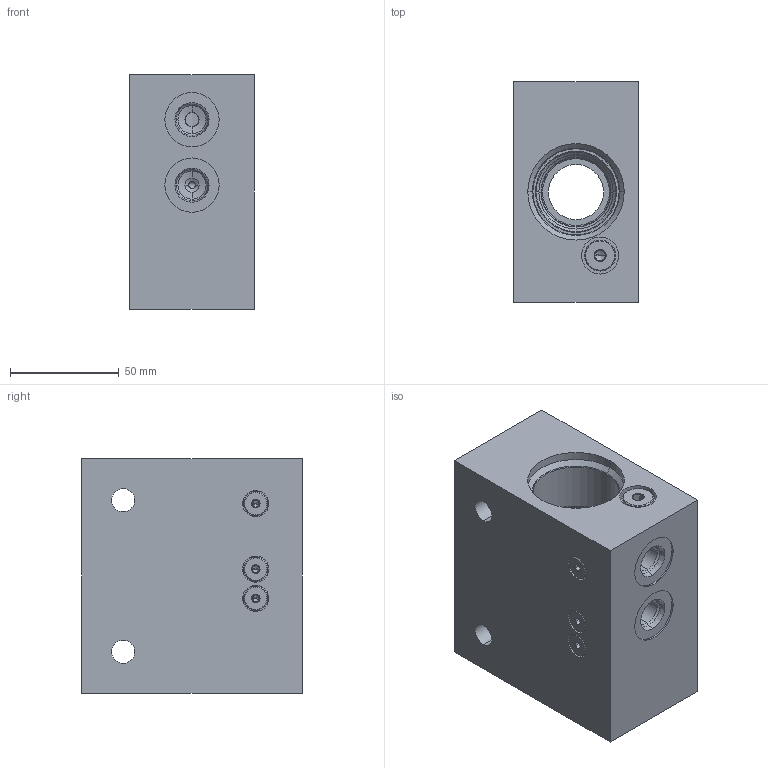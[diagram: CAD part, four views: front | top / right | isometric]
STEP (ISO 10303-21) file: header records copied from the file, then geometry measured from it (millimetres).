
FILE_DESCRIPTION((''),'2;1');
FILE_NAME('HGM_ASM','2019-09-09T',('ProEService'),(''),'PRO/ENGINEER BY PARAMETRIC TECHNOLOGY CORPORATION, 2014200','PRO/ENGINEER BY PARAMETRIC TECHNOLOGY CORPORATION, 2014200','');
FILE_SCHEMA(('CONFIG_CONTROL_DESIGN'));
Length unit declared in the file: inch
Products named in the file (5): 150-693-005; A330-006-004; CSZNXXN; A330-006-002; HGM_ASM
Assembly tree (6 placements, depth 2):
  HGM_ASM
    150-693-005
    A330-006-004
    CSZNXXN
    A330-006-002  x3
Bounding box: 57.15 x 101.6 x 107.95 mm (x, y, z)
Volume: 477835.7 mm3; surface area: 71119.6 mm2
Topology: 10 solids, 10 shells, 467 faces, 1253 edges, 919 vertices
Faces by surface type: cylinder 155, cone 139, plane 99, torus 62, revolution 8, sphere 4
Entity records: 14014 total; most frequent: CARTESIAN_POINT 4066, DIRECTION 2225, ORIENTED_EDGE 1698, EDGE_CURVE 849, AXIS2_PLACEMENT_3D 844, VECTOR 529, LINE 529, VERTEX_POINT 489
